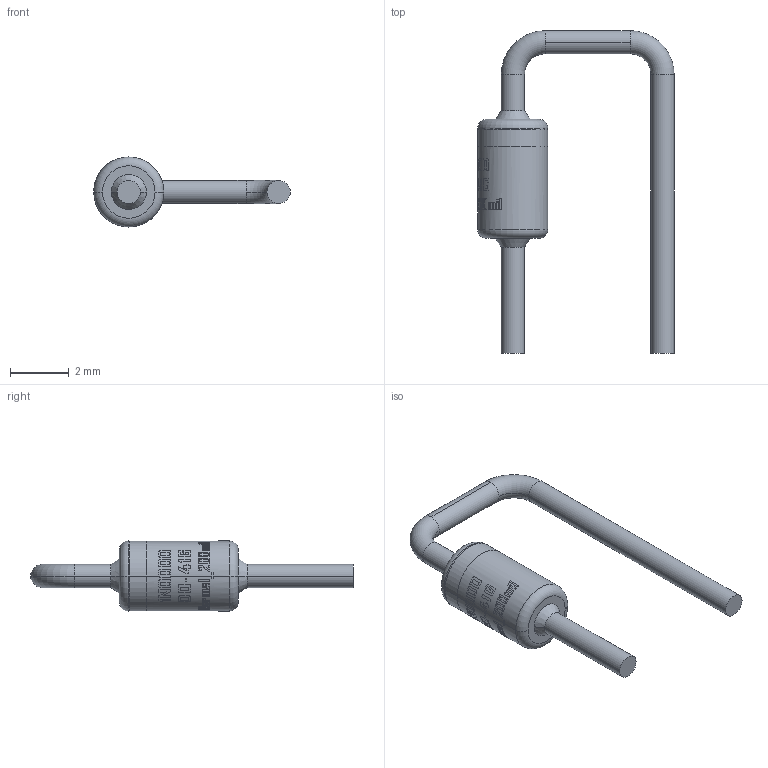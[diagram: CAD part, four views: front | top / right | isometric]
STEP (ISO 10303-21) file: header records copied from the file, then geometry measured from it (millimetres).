
FILE_DESCRIPTION (( 'STEP AP214' ), '1' );
FILE_NAME ('DO-41G_Normal_200mil_rev1.0.STEP', '2023-03-16T22:15:59', ( '' ), ( '' ), 'SwSTEP 2.0', 'SolidWorks 2020', '' );
FILE_SCHEMA (( 'AUTOMOTIVE_DESIGN' ));
Length unit declared in the file: millimetre
Products named in the file (1): DO-41G_Normal_200mil_rev1.0
Bounding box: 6.66 x 10.94 x 2.38 mm (x, y, z)
Volume: 25.9 mm3; surface area: 118.7 mm2
Topology: 4 solids, 4 shells, 70 faces, 363 edges, 335 vertices
Faces by surface type: cylinder 50, torus 8, plane 8, cone 4
Entity records: 5100 total; most frequent: CARTESIAN_POINT 1205, ORIENTED_EDGE 726, DIRECTION 563, EDGE_CURVE 363, VERTEX_POINT 335, AXIS2_PLACEMENT_3D 217, CIRCLE 146, VECTOR 129
